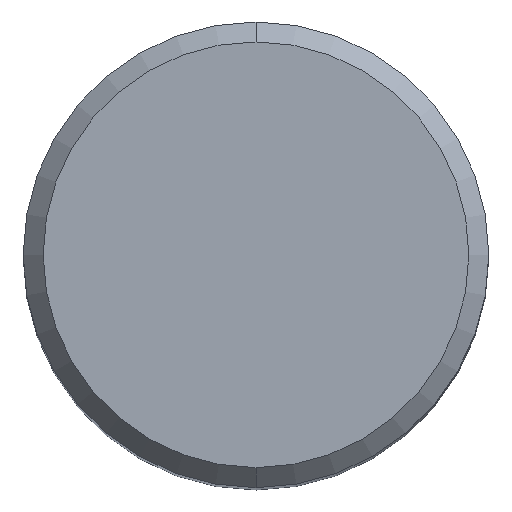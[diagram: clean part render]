
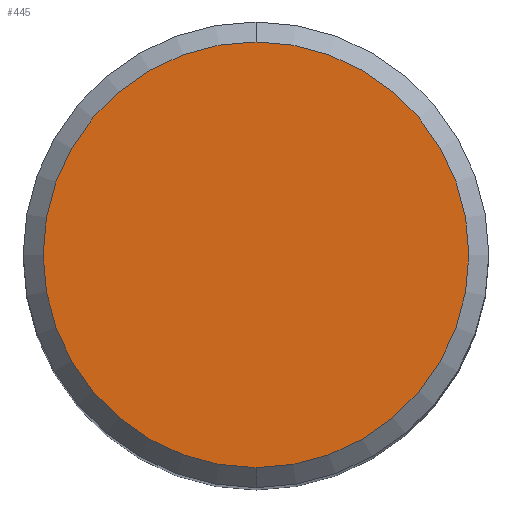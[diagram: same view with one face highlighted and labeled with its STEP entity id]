
A CAD part, top view. The second image highlights one B-rep face of the part: STEP entity #445.
In plain terms, the highlighted planar face has unit normal (0, 0, 1).
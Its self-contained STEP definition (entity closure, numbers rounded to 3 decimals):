
#237=EDGE_CURVE('',#373,#331,#545,.T.);
#307=EDGE_CURVE('',#331,#373,#617,.T.);
#331=VERTEX_POINT('',#642);
#373=VERTEX_POINT('',#690);
#445=ADVANCED_FACE('',(#772),#773,.T.);
#545=CIRCLE('',#908,6.4);
#617=CIRCLE('',#1030,6.4);
#642=CARTESIAN_POINT('',(0.,-6.4,0.0));
#690=CARTESIAN_POINT('',(0.0,6.4,0.0));
#772=FACE_OUTER_BOUND('',#1441,.T.);
#773=PLANE('',#1442);
#908=AXIS2_PLACEMENT_3D('',#1586,#1587,#1588);
#1030=AXIS2_PLACEMENT_3D('',#1638,#1639,#1640);
#1441=EDGE_LOOP('',(#1817,#1818));
#1442=AXIS2_PLACEMENT_3D('',#1819,#1820,#1821);
#1586=CARTESIAN_POINT('',(0.0,0.0,0.0));
#1587=DIRECTION('',(0.0,0.0,-1.0));
#1588=DIRECTION('',(0.0,1.0,0.0));
#1638=CARTESIAN_POINT('',(0.0,0.0,0.0));
#1639=DIRECTION('',(0.0,0.0,-1.0));
#1640=DIRECTION('',(0.0,1.0,0.0));
#1817=ORIENTED_EDGE('',*,*,#237,.F.);
#1818=ORIENTED_EDGE('',*,*,#307,.F.);
#1819=CARTESIAN_POINT('',(0.0,3.2,0.0));
#1820=DIRECTION('',(-0.0,0.0,1.0));
#1821=DIRECTION('',(0.0,-1.0,0.0));
